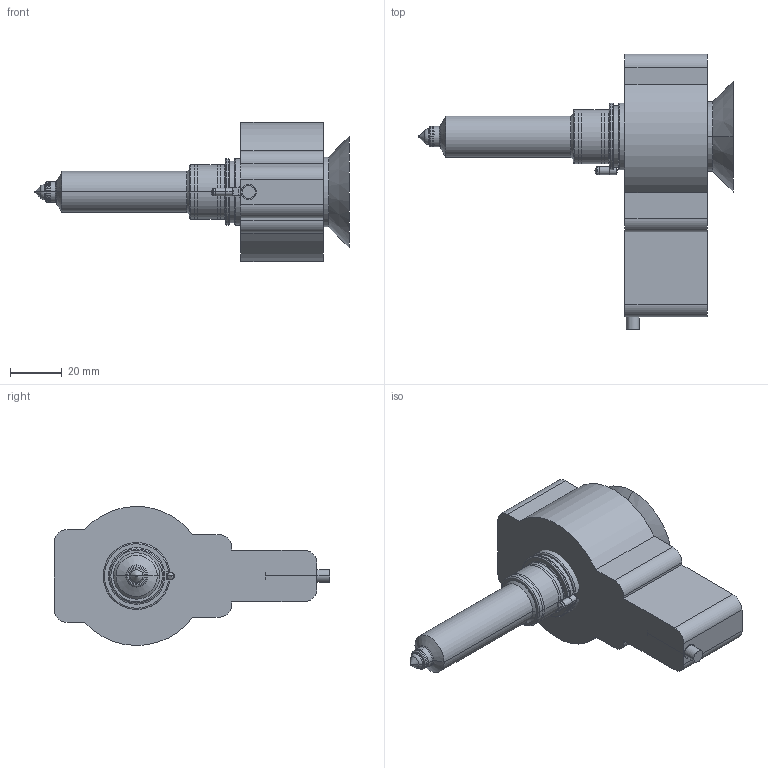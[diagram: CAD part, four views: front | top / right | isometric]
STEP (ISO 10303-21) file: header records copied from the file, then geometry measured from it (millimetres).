
FILE_DESCRIPTION (( 'STEP AP214' ), '1' );
FILE_NAME ('Dysza centralna - 16x74 EA-WP22.STEP', '2017-05-29T13:50:59', ( '' ), ( '' ), 'SwSTEP 2.0', 'SolidWorks 2016', '' );
FILE_SCHEMA (( 'AUTOMOTIVE_DESIGN' ));
Length unit declared in the file: millimetre
Products named in the file (10): komora nak³adki 22; nak³adka 22 - 22000-11; grza³ka opaskowa 30x22 - nak³adka 22 - 22000-09; Dysza centralna - 16x74 EA-WP22; 16x074 - dysza - 16074-00_Standard; 16x074 - komora_STANDARD; 16x074 - korpus - 22076-02; nak³adka - EA-WP-22; nakladka do dyszy centralnej 22 - 22000-11; pierœcieñ nak³adki 22
Assembly tree (9 placements, depth 4):
  Dysza centralna - 16x74 EA-WP22
    nak³adka - EA-WP-22
      nak³adka 22 - 22000-11
        pierœcieñ nak³adki 22
        nakladka do dyszy centralnej 22 - 22000-11
      grza³ka opaskowa 30x22 - nak³adka 22 - 22000-09
      komora nak³adki 22
    16x074 - dysza - 16074-00_Standard
      16x074 - korpus - 22076-02
      16x074 - komora_STANDARD
Bounding box: 122 x 107 x 53.99 mm (x, y, z)
Volume: 186047.3 mm3; surface area: 47932.4 mm2
Topology: 9 solids, 13 shells, 422 faces, 976 edges, 577 vertices
Faces by surface type: cylinder 156, torus 84, plane 79, cone 71, sphere 18, bspline 14
Entity records: 18325 total; most frequent: CARTESIAN_POINT 8325, DIRECTION 2181, ORIENTED_EDGE 1940, EDGE_CURVE 970, AXIS2_PLACEMENT_3D 925, VERTEX_POINT 577, CIRCLE 502, EDGE_LOOP 449
